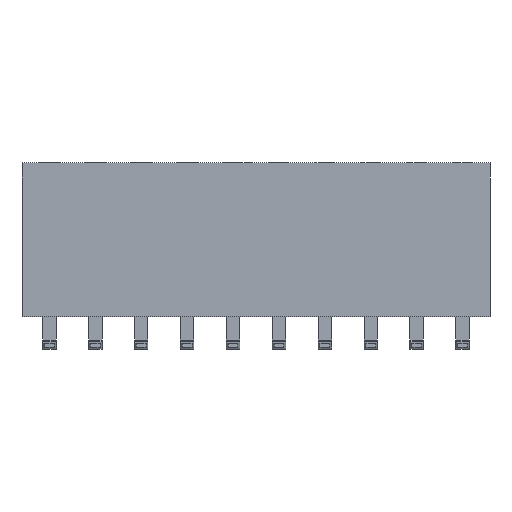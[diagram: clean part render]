
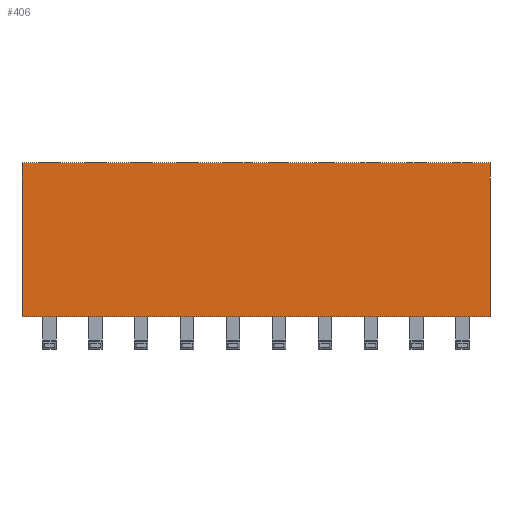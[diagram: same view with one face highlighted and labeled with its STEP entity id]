
A CAD part, front view. The second image highlights one B-rep face of the part: STEP entity #406.
In plain terms, the highlighted planar face has unit normal (0, -1, 0).
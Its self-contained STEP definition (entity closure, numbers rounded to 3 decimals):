
#406 = ADVANCED_FACE( '', ( #850 ), #851, .T. );
#850 = FACE_OUTER_BOUND( '', #1368, .T. );
#851 = PLANE( '', #1369 );
#1368 = EDGE_LOOP( '', ( #2202, #2203, #2204, #2205 ) );
#1369 = AXIS2_PLACEMENT_3D( '', #2206, #2207, #2208 );
#2202 = ORIENTED_EDGE( '', *, *, #3472, .T. );
#2203 = ORIENTED_EDGE( '', *, *, #3255, .T. );
#2204 = ORIENTED_EDGE( '', *, *, #3420, .T. );
#2205 = ORIENTED_EDGE( '', *, *, #3325, .T. );
#2206 = CARTESIAN_POINT( '', ( 0., -1.25, 0. ) );
#2207 = DIRECTION( '', ( 0., -1., 0. ) );
#2208 = DIRECTION( '', ( 0., 0., -1. ) );
#3255 = EDGE_CURVE( '', #3870, #3868, #3871, .T. );
#3325 = EDGE_CURVE( '', #3993, #3991, #3994, .T. );
#3420 = EDGE_CURVE( '', #3868, #3993, #4155, .T. );
#3472 = EDGE_CURVE( '', #3991, #3870, #4241, .T. );
#3868 = VERTEX_POINT( '', #4751 );
#3870 = VERTEX_POINT( '', #4754 );
#3871 = LINE( '', #4755, #4756 );
#3991 = VERTEX_POINT( '', #4932 );
#3993 = VERTEX_POINT( '', #4935 );
#3994 = LINE( '', #4936, #4937 );
#4155 = LINE( '', #5182, #5183 );
#4241 = LINE( '', #5315, #5316 );
#4751 = CARTESIAN_POINT( '', ( -12.95, -1.25, -4.25 ) );
#4754 = CARTESIAN_POINT( '', ( -12.95, -1.25, 4.25 ) );
#4755 = CARTESIAN_POINT( '', ( -12.95, -1.25, 4.25 ) );
#4756 = VECTOR( '', #5988, 1000. );
#4932 = CARTESIAN_POINT( '', ( 12.95, -1.25, 4.25 ) );
#4935 = CARTESIAN_POINT( '', ( 12.95, -1.25, -4.25 ) );
#4936 = CARTESIAN_POINT( '', ( 12.95, -1.25, -4.25 ) );
#4937 = VECTOR( '', #6046, 1000. );
#5182 = CARTESIAN_POINT( '', ( -12.95, -1.25, -4.25 ) );
#5183 = VECTOR( '', #6127, 1000. );
#5315 = CARTESIAN_POINT( '', ( 12.95, -1.25, 4.25 ) );
#5316 = VECTOR( '', #6174, 1000. );
#5988 = DIRECTION( '', ( 0., 0., -1. ) );
#6046 = DIRECTION( '', ( 0., 0., 1. ) );
#6127 = DIRECTION( '', ( 1., 0., 0. ) );
#6174 = DIRECTION( '', ( -1., 0., 0. ) );
